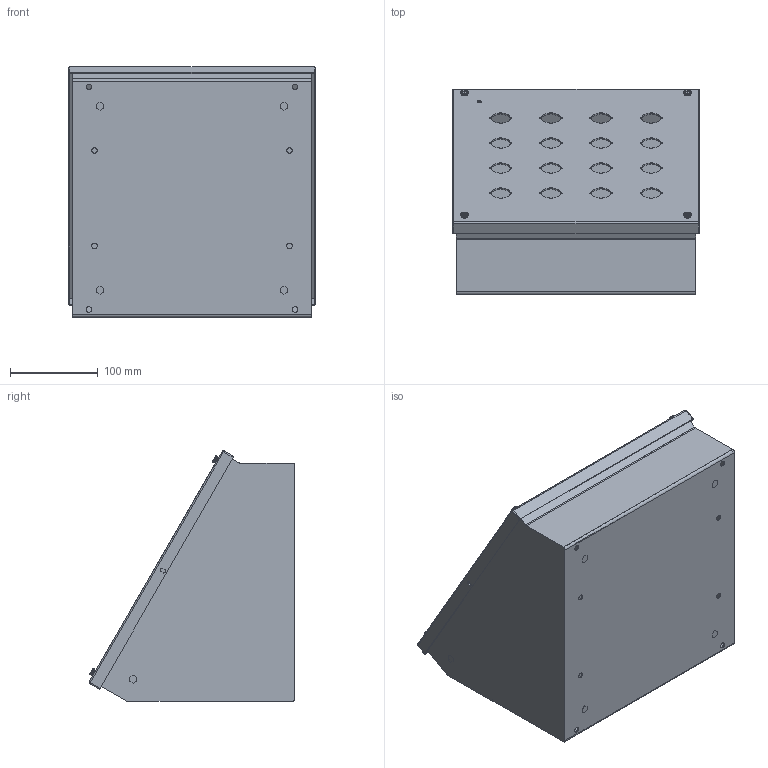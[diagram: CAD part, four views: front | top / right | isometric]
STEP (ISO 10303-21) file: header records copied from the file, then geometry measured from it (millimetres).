
FILE_DESCRIPTION (( 'STEP AP214' ), '1' );
FILE_NAME ('SCE-16PBAI.STEP', '2023-08-02T18:13:21', ( '' ), ( '' ), 'SwSTEP 2.0', 'SolidWorks 2021', '' );
FILE_SCHEMA (( 'AUTOMOTIVE_DESIGN' ));
Length unit declared in the file: inch
Products named in the file (1): SCE-16PBAI
Bounding box: 280.99 x 234.52 x 285.64 mm (x, y, z)
Volume: 650358.4 mm3; surface area: 832588.3 mm2
Topology: 11 solids, 15 shells, 937 faces, 2549 edges, 1525 vertices
Faces by surface type: cylinder 429, plane 259, bspline 220, cone 21, sphere 8
Full cylindrical faces by diameter (mm): 3.708 x4, 4.775 x8, 4.826 x9, 4.902 x1, 5.537 x2, 6.35 x16, 6.756 x4, 6.858 x4, 7.112 x5, 7.417 x8, 8.06 x4, 8.484 x4, 8.636 x4, 9.474 x4
Entity records: 33328 total; most frequent: CARTESIAN_POINT 12162, ORIENTED_EDGE 4330, DIRECTION 4152, EDGE_CURVE 2165, AXIS2_PLACEMENT_3D 1633, VERTEX_POINT 1439, EDGE_LOOP 1200, FACE_OUTER_BOUND 1054
